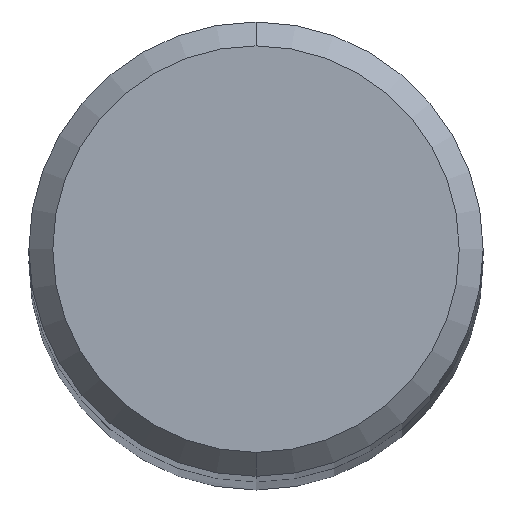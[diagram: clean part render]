
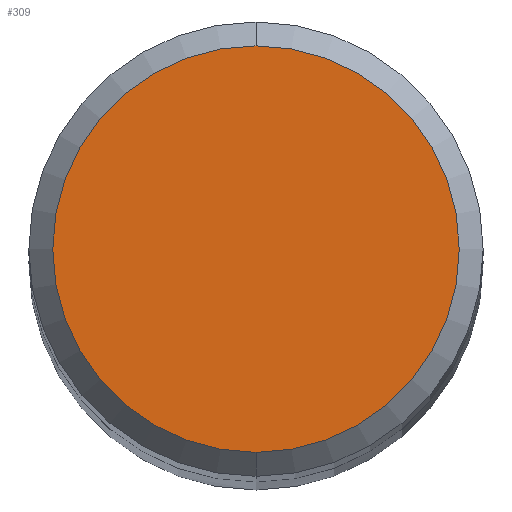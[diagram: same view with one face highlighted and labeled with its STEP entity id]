
A CAD part, top view. The second image highlights one B-rep face of the part: STEP entity #309.
In plain terms, the highlighted planar face has unit normal (0, 0, 1).
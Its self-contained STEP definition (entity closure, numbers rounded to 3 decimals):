
#241=EDGE_CURVE('',#291,#247,#505,.T.);
#245=EDGE_CURVE('',#247,#291,#509,.T.);
#247=VERTEX_POINT('',#511);
#291=VERTEX_POINT('',#562);
#309=ADVANCED_FACE('',(#581),#582,.T.);
#505=CIRCLE('',#936,5.1);
#509=CIRCLE('',#941,5.1);
#511=CARTESIAN_POINT('',(0.0,5.1,78.0));
#562=CARTESIAN_POINT('',(0.,-5.1,78.0));
#581=FACE_OUTER_BOUND('',#1085,.T.);
#582=PLANE('',#1086);
#936=AXIS2_PLACEMENT_3D('',#1360,#1361,#1362);
#941=AXIS2_PLACEMENT_3D('',#1363,#1364,#1365);
#1085=EDGE_LOOP('',(#1450,#1451));
#1086=AXIS2_PLACEMENT_3D('',#1452,#1453,#1454);
#1360=CARTESIAN_POINT('',(0.0,0.0,78.0));
#1361=DIRECTION('',(0.0,0.0,-1.0));
#1362=DIRECTION('',(0.0,1.0,0.0));
#1363=CARTESIAN_POINT('',(0.0,0.0,78.0));
#1364=DIRECTION('',(0.0,0.0,-1.0));
#1365=DIRECTION('',(0.0,1.0,0.0));
#1450=ORIENTED_EDGE('',*,*,#245,.F.);
#1451=ORIENTED_EDGE('',*,*,#241,.F.);
#1452=CARTESIAN_POINT('',(0.0,2.55,78.0));
#1453=DIRECTION('',(-0.0,0.0,1.0));
#1454=DIRECTION('',(0.0,-1.0,0.0));
